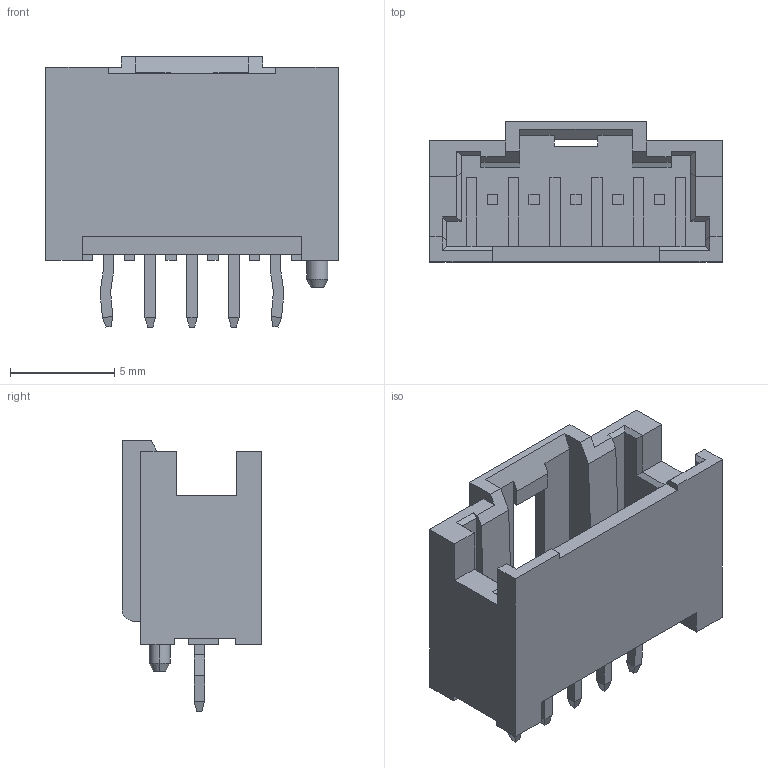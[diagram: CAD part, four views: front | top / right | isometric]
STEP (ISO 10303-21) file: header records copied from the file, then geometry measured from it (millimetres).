
FILE_DESCRIPTION((''),'2;1');
FILE_NAME('559320510','2017-07-17T',('ghp'),(''),'PRO/ENGINEER BY PARAMETRIC TECHNOLOGY CORPORATION, 2012310','PRO/ENGINEER BY PARAMETRIC TECHNOLOGY CORPORATION, 2012310','');
FILE_SCHEMA(('CONFIG_CONTROL_DESIGN'));
Length unit declared in the file: millimetre
Products named in the file (1): 559320510
Bounding box: 14 x 6.7 x 12.95 mm (x, y, z)
Volume: 371.2 mm3; surface area: 874.4 mm2
Topology: 1 solids, 1 shells, 230 faces, 612 edges, 400 vertices
Faces by surface type: plane 224, cylinder 4, cone 2
Entity records: 6999 total; most frequent: CARTESIAN_POINT 1229, ORIENTED_EDGE 1198, DIRECTION 1096, EDGE_CURVE 599, VECTOR 590, LINE 590, VERTEX_POINT 386, AXIS2_PLACEMENT_3D 253
